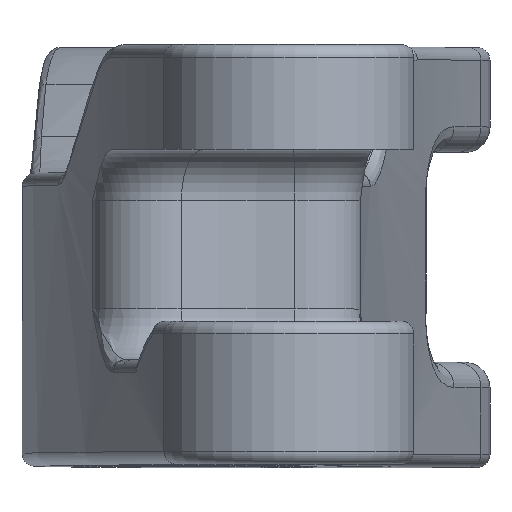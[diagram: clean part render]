
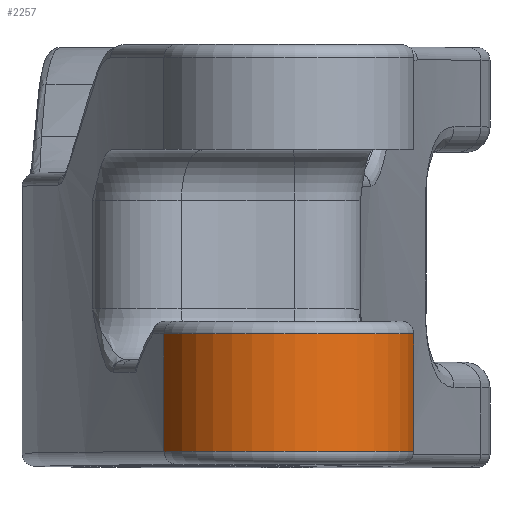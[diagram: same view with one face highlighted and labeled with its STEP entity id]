
A CAD part, top view. The second image highlights one B-rep face of the part: STEP entity #2257.
In plain terms, the highlighted cylindrical face has radius 10 mm (diameter 20 mm), a partial arc.
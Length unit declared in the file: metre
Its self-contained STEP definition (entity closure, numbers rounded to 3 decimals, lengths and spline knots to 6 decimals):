
#188=CYLINDRICAL_SURFACE('',#2492,0.01);
#228=LINE('',#3724,#280);
#233=LINE('',#3806,#285);
#280=VECTOR('',#2901,1.);
#285=VECTOR('',#2922,1.);
#434=ORIENTED_EDGE('',*,*,#1111,.T.);
#435=ORIENTED_EDGE('',*,*,#1162,.T.);
#436=ORIENTED_EDGE('',*,*,#1132,.F.);
#437=ORIENTED_EDGE('',*,*,#1163,.T.);
#1111=EDGE_CURVE('',#1478,#1477,#228,.T.);
#1132=EDGE_CURVE('',#1498,#1499,#233,.T.);
#1162=EDGE_CURVE('',#1477,#1499,#1700,.F.);
#1163=EDGE_CURVE('',#1498,#1478,#1701,.F.);
#1477=VERTEX_POINT('',#3723);
#1478=VERTEX_POINT('',#3725);
#1498=VERTEX_POINT('',#3807);
#1499=VERTEX_POINT('',#3808);
#1700=CIRCLE('',#2493,0.01);
#1701=CIRCLE('',#2494,0.01);
#1902=EDGE_LOOP('',(#434,#435,#436,#437));
#2076=FACE_BOUND('',#1902,.T.);
#2257=ADVANCED_FACE('',(#2076),#188,.T.);
#2492=AXIS2_PLACEMENT_3D('',#3911,#2958,#2959);
#2493=AXIS2_PLACEMENT_3D('',#3912,#2960,#2961);
#2494=AXIS2_PLACEMENT_3D('',#3913,#2962,#2963);
#2901=DIRECTION('',(0.,1.,0.));
#2922=DIRECTION('',(0.,1.,0.));
#2958=DIRECTION('',(0.,1.,0.));
#2959=DIRECTION('',(0.,0.,1.));
#2960=DIRECTION('',(0.,1.,0.));
#2961=DIRECTION('',(0.,0.,1.));
#2962=DIRECTION('',(0.,-1.,0.));
#2963=DIRECTION('',(0.,0.,-1.));
#3723=CARTESIAN_POINT('',(0.009767,-0.00625,0.132853));
#3724=CARTESIAN_POINT('',(0.009767,-0.0165,0.132853));
#3725=CARTESIAN_POINT('',(0.009767,-0.0155,0.132853));
#3806=CARTESIAN_POINT('',(-0.009651,-0.0165,0.137618));
#3807=CARTESIAN_POINT('',(-0.009651,-0.0155,0.137618));
#3808=CARTESIAN_POINT('',(-0.009651,-0.00625,0.137618));
#3911=CARTESIAN_POINT('',(0.,-0.0165,0.135));
#3912=CARTESIAN_POINT('',(0.,-0.00625,0.135));
#3913=CARTESIAN_POINT('',(0.,-0.0155,0.135));
